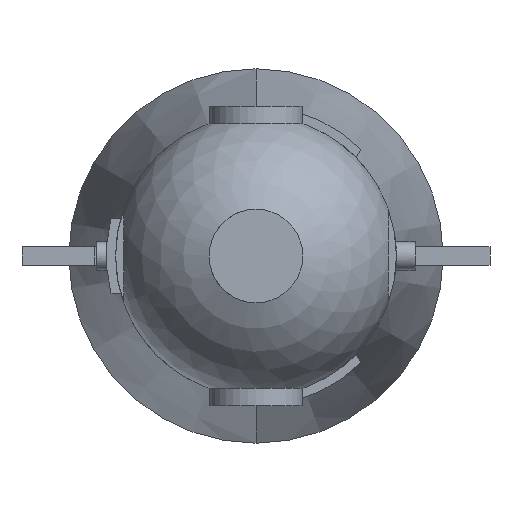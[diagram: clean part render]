
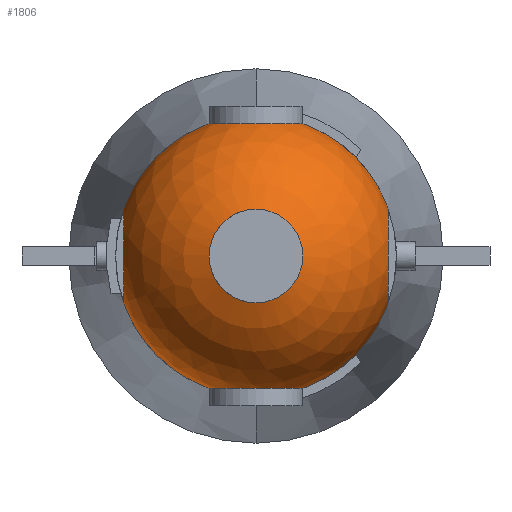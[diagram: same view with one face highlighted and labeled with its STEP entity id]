
A CAD part, front view. The second image highlights one B-rep face of the part: STEP entity #1806.
In plain terms, the highlighted spherical face has radius 15 mm.
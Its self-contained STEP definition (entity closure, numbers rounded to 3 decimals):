
#49 = DIRECTION ( 'NONE',  ( 0., 0., 1. ) ) ;
#77 = DIRECTION ( 'NONE',  ( -1., 0., 0. ) ) ;
#98 = DIRECTION ( 'NONE',  ( -1., 0., 0. ) ) ;
#111 = DIRECTION ( 'NONE',  ( 0., 1., 0. ) ) ;
#199 = CIRCLE ( 'NONE', #1964, 5. ) ;
#205 = CARTESIAN_POINT ( 'NONE',  ( 0., -14.142, 5. ) ) ;
#277 = CARTESIAN_POINT ( 'NONE',  ( 0., 0., 0. ) ) ;
#305 = DIRECTION ( 'NONE',  ( 0., 0., -1. ) ) ;
#315 = ORIENTED_EDGE ( 'NONE', *, *, #883, .T. ) ;
#343 = AXIS2_PLACEMENT_3D ( 'NONE', #1182, #111, #77 ) ;
#357 = CARTESIAN_POINT ( 'NONE',  ( 0., -14.142, 0. ) ) ;
#373 = DIRECTION ( 'NONE',  ( 0., -1., 0. ) ) ;
#377 = VERTEX_POINT ( 'NONE', #1002 ) ;
#395 = AXIS2_PLACEMENT_3D ( 'NONE', #817, #556, #2603 ) ;
#402 = DIRECTION ( 'NONE',  ( 0., -1., 0. ) ) ;
#463 = CARTESIAN_POINT ( 'NONE',  ( -5., 0., -14.142 ) ) ;
#518 = EDGE_CURVE ( 'NONE', #1658, #2628, #199, .T. ) ;
#541 = CARTESIAN_POINT ( 'NONE',  ( 14.142, 0., 5. ) ) ;
#556 = DIRECTION ( 'NONE',  ( 0., 1., 0. ) ) ;
#562 = CARTESIAN_POINT ( 'NONE',  ( 0., 0., 14.142 ) ) ;
#577 = CARTESIAN_POINT ( 'NONE',  ( 5., 0., 14.142 ) ) ;
#579 = ORIENTED_EDGE ( 'NONE', *, *, #1942, .F. ) ;
#604 = EDGE_CURVE ( 'NONE', #377, #962, #982, .T. ) ;
#634 = CARTESIAN_POINT ( 'NONE',  ( -14.142, 0., 5. ) ) ;
#685 = VERTEX_POINT ( 'NONE', #541 ) ;
#692 = DIRECTION ( 'NONE',  ( 0., 1., 0. ) ) ;
#705 = CIRCLE ( 'NONE', #2336, 5. ) ;
#724 = SPHERICAL_SURFACE ( 'NONE', #343, 15. ) ;
#749 = CARTESIAN_POINT ( 'NONE',  ( 0., 0., 0. ) ) ;
#778 = EDGE_CURVE ( 'NONE', #685, #2642, #986, .T. ) ;
#817 = CARTESIAN_POINT ( 'NONE',  ( 0., 0., 0. ) ) ;
#840 = AXIS2_PLACEMENT_3D ( 'NONE', #1201, #305, #2129 ) ;
#858 = ORIENTED_EDGE ( 'NONE', *, *, #604, .F. ) ;
#883 = EDGE_CURVE ( 'NONE', #1658, #2846, #2237, .T. ) ;
#901 = DIRECTION ( 'NONE',  ( 0., -1., 0. ) ) ;
#962 = VERTEX_POINT ( 'NONE', #577 ) ;
#966 = CARTESIAN_POINT ( 'NONE',  ( 14.142, 0., 0. ) ) ;
#982 = CIRCLE ( 'NONE', #2458, 5. ) ;
#986 = CIRCLE ( 'NONE', #2843, 5. ) ;
#1002 = CARTESIAN_POINT ( 'NONE',  ( -5., 0., 14.142 ) ) ;
#1095 = DIRECTION ( 'NONE',  ( 0., 0., 1. ) ) ;
#1111 = VERTEX_POINT ( 'NONE', #1193 ) ;
#1171 = DIRECTION ( 'NONE',  ( 0., 0., 1. ) ) ;
#1179 = DIRECTION ( 'NONE',  ( 0., 0., -1. ) ) ;
#1182 = CARTESIAN_POINT ( 'NONE',  ( 0., 0., 0. ) ) ;
#1193 = CARTESIAN_POINT ( 'NONE',  ( 0., -14.142, -5. ) ) ;
#1201 = CARTESIAN_POINT ( 'NONE',  ( 0., 0., -14.142 ) ) ;
#1226 = VERTEX_POINT ( 'NONE', #2053 ) ;
#1240 = ORIENTED_EDGE ( 'NONE', *, *, #2185, .T. ) ;
#1241 = DIRECTION ( 'NONE',  ( 0., 0., 1. ) ) ;
#1310 = CIRCLE ( 'NONE', #840, 5. ) ;
#1353 = AXIS2_PLACEMENT_3D ( 'NONE', #2383, #402, #2178 ) ;
#1376 = DIRECTION ( 'NONE',  ( 0., -1., 0. ) ) ;
#1435 = CARTESIAN_POINT ( 'NONE',  ( -14.142, 0., -5. ) ) ;
#1458 = AXIS2_PLACEMENT_3D ( 'NONE', #749, #692, #1836 ) ;
#1553 = CIRCLE ( 'NONE', #1458, 15. ) ;
#1592 = EDGE_CURVE ( 'NONE', #1226, #2846, #1310, .T. ) ;
#1617 = FACE_BOUND ( 'NONE', #2199, .T. ) ;
#1658 = VERTEX_POINT ( 'NONE', #1435 ) ;
#1806 = ADVANCED_FACE ( 'NONE', ( #2102, #1617 ), #724, .T. ) ;
#1836 = DIRECTION ( 'NONE',  ( -1., 0., 0. ) ) ;
#1896 = EDGE_CURVE ( 'NONE', #2642, #1226, #2802, .T. ) ;
#1942 = EDGE_CURVE ( 'NONE', #2722, #1111, #2062, .T. ) ;
#1956 = EDGE_LOOP ( 'NONE', ( #2829, #858, #1240, #2773, #315, #1984, #2291, #2860 ) ) ;
#1964 = AXIS2_PLACEMENT_3D ( 'NONE', #2091, #98, #2297 ) ;
#1984 = ORIENTED_EDGE ( 'NONE', *, *, #1592, .F. ) ;
#2042 = EDGE_CURVE ( 'NONE', #1111, #2722, #705, .T. ) ;
#2044 = DIRECTION ( 'NONE',  ( 1., 0., 0. ) ) ;
#2053 = CARTESIAN_POINT ( 'NONE',  ( 5., 0., -14.142 ) ) ;
#2062 = CIRCLE ( 'NONE', #2655, 5. ) ;
#2065 = AXIS2_PLACEMENT_3D ( 'NONE', #277, #1376, #1179 ) ;
#2091 = CARTESIAN_POINT ( 'NONE',  ( -14.142, 0., 0. ) ) ;
#2095 = EDGE_CURVE ( 'NONE', #962, #685, #1553, .T. ) ;
#2102 = FACE_OUTER_BOUND ( 'NONE', #1956, .T. ) ;
#2129 = DIRECTION ( 'NONE',  ( 1., 0., 0. ) ) ;
#2178 = DIRECTION ( 'NONE',  ( 0., 0., -1. ) ) ;
#2185 = EDGE_CURVE ( 'NONE', #377, #2628, #2205, .T. ) ;
#2199 = EDGE_LOOP ( 'NONE', ( #2661, #579 ) ) ;
#2202 = CARTESIAN_POINT ( 'NONE',  ( 0., -14.142, 0. ) ) ;
#2205 = CIRCLE ( 'NONE', #2065, 15. ) ;
#2237 = CIRCLE ( 'NONE', #1353, 15. ) ;
#2291 = ORIENTED_EDGE ( 'NONE', *, *, #1896, .F. ) ;
#2297 = DIRECTION ( 'NONE',  ( 0., 0., -1. ) ) ;
#2336 = AXIS2_PLACEMENT_3D ( 'NONE', #2202, #901, #1095 ) ;
#2383 = CARTESIAN_POINT ( 'NONE',  ( 0., 0., 0. ) ) ;
#2458 = AXIS2_PLACEMENT_3D ( 'NONE', #562, #1171, #2724 ) ;
#2596 = CARTESIAN_POINT ( 'NONE',  ( 14.142, 0., -5. ) ) ;
#2603 = DIRECTION ( 'NONE',  ( -1., 0., 0. ) ) ;
#2628 = VERTEX_POINT ( 'NONE', #634 ) ;
#2642 = VERTEX_POINT ( 'NONE', #2596 ) ;
#2655 = AXIS2_PLACEMENT_3D ( 'NONE', #357, #373, #1241 ) ;
#2661 = ORIENTED_EDGE ( 'NONE', *, *, #2042, .F. ) ;
#2722 = VERTEX_POINT ( 'NONE', #205 ) ;
#2724 = DIRECTION ( 'NONE',  ( -1., 0., 0. ) ) ;
#2773 = ORIENTED_EDGE ( 'NONE', *, *, #518, .F. ) ;
#2802 = CIRCLE ( 'NONE', #395, 15. ) ;
#2829 = ORIENTED_EDGE ( 'NONE', *, *, #2095, .F. ) ;
#2843 = AXIS2_PLACEMENT_3D ( 'NONE', #966, #2044, #49 ) ;
#2846 = VERTEX_POINT ( 'NONE', #463 ) ;
#2860 = ORIENTED_EDGE ( 'NONE', *, *, #778, .F. ) ;
